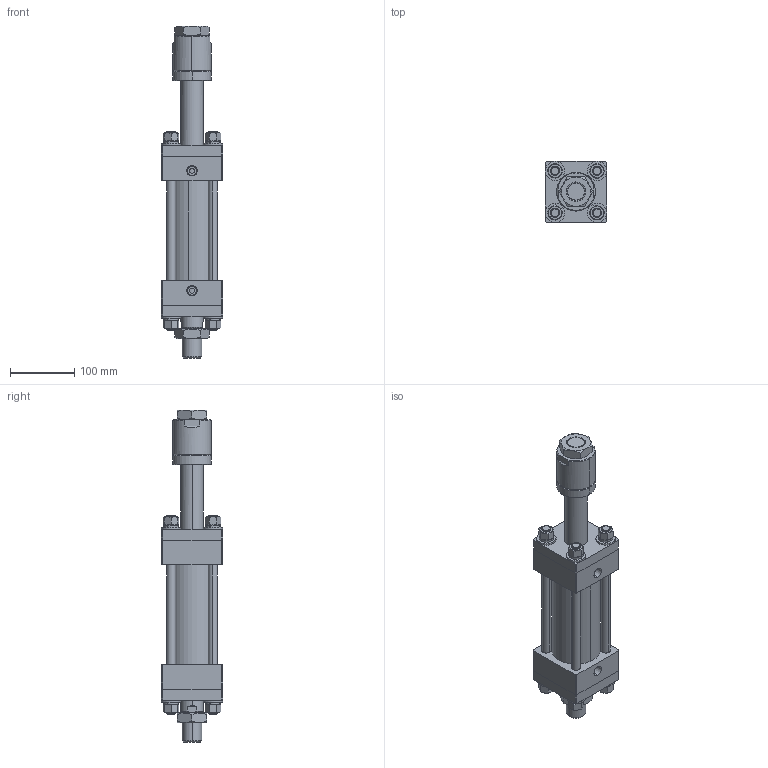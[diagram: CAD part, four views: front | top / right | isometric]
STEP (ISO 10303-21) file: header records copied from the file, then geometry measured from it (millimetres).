
FILE_DESCRIPTION (( 'STEP AP203' ), '1' );
FILE_NAME ('HOD-63-35-100-A30.STEP', '2021-04-27T05:51:14', ( '微软用户' ), ( '微软中国' ), 'SwSTEP 2.0', 'SolidWorks 2012', '' );
FILE_SCHEMA (( 'CONFIG_CONTROL_DESIGN' ));
Length unit declared in the file: millimetre
Products named in the file (12): HOB-63-35-100楊擘; hex thin nuts-grades ab-chamfered gb_GB_FASTENER_NUT_STNAB  B M30-N; HOD-63-35-100-A30遣喳杶; HOD-63-35-100-A30覃誹杶; HOD-63-35-100-A30; HOB-63-35-100掛极; HOB-63-35-100前盖; HOD-63-35-100-A30活塞杆; HOD-63-35-100嶺裝; spring lock washers--normal type gb_GB_FASTENER_WASHER_SW 14; plain washers--product grade c gb_GB_FASTENER_WASHER_SMWC 16; hex nuts, style 1-grades ab gb_GB_FASTENER_NUT_SNAB1 M14-C
Assembly tree (38 placements, depth 2):
  HOD-63-35-100-A30
    HOB-63-35-100掛极
    HOB-63-35-100前盖  x2
    HOD-63-35-100-A30活塞杆
    HOD-63-35-100嶺裝  x4
    spring lock washers--normal type gb_GB_FASTENER_WASHER_SW 14  x8
    plain washers--product grade c gb_GB_FASTENER_WASHER_SMWC 16  x8
    hex nuts, style 1-grades ab gb_GB_FASTENER_NUT_SNAB1 M14-C  x8
    HOB-63-35-100楊擘  x2
    hex thin nuts-grades ab-chamfered gb_GB_FASTENER_NUT_STNAB  B M30-N  x2
    HOD-63-35-100-A30遣喳杶
    HOD-63-35-100-A30覃誹杶
Bounding box: 95 x 95 x 515 mm (x, y, z)
Volume: 1952606 mm3; surface area: 405016.6 mm2
Topology: 38 solids, 38 shells, 567 faces, 1282 edges, 803 vertices
Faces by surface type: plane 212, cylinder 194, cone 149, torus 12
Entity records: 8861 total; most frequent: CARTESIAN_POINT 1593, DIRECTION 1213, ORIENTED_EDGE 1012, EDGE_CURVE 506, AXIS2_PLACEMENT_3D 497, VERTEX_POINT 315, EDGE_LOOP 267, CIRCLE 233
